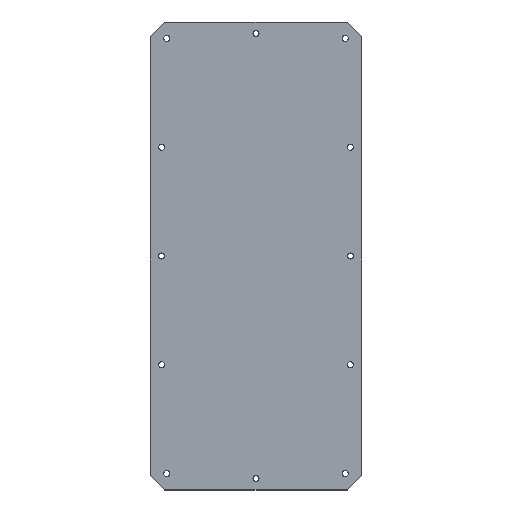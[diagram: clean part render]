
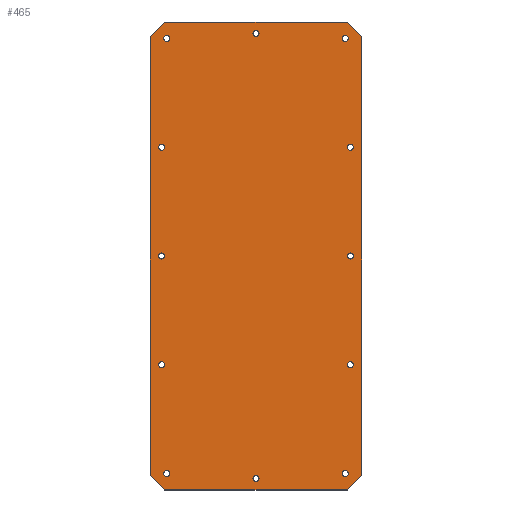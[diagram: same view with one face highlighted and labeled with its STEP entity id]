
A CAD part, top view. The second image highlights one B-rep face of the part: STEP entity #465.
In plain terms, the highlighted planar face has unit normal (0, 0, 1).
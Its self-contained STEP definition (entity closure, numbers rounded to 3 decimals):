
#15=FACE_BOUND('',#92,.T.);
#16=FACE_BOUND('',#93,.T.);
#17=FACE_BOUND('',#94,.T.);
#18=FACE_BOUND('',#95,.T.);
#19=FACE_BOUND('',#96,.T.);
#20=FACE_BOUND('',#97,.T.);
#21=FACE_BOUND('',#98,.T.);
#22=FACE_BOUND('',#99,.T.);
#23=FACE_BOUND('',#100,.T.);
#24=FACE_BOUND('',#101,.T.);
#25=FACE_BOUND('',#102,.T.);
#26=FACE_BOUND('',#103,.T.);
#47=PLANE('',#531);
#69=FACE_OUTER_BOUND('',#91,.T.);
#91=EDGE_LOOP('',(#393,#394,#395,#396,#397,#398,#399,#400));
#92=EDGE_LOOP('',(#401));
#93=EDGE_LOOP('',(#402));
#94=EDGE_LOOP('',(#403));
#95=EDGE_LOOP('',(#404));
#96=EDGE_LOOP('',(#405));
#97=EDGE_LOOP('',(#406));
#98=EDGE_LOOP('',(#407));
#99=EDGE_LOOP('',(#408));
#100=EDGE_LOOP('',(#409));
#101=EDGE_LOOP('',(#410));
#102=EDGE_LOOP('',(#411));
#103=EDGE_LOOP('',(#412));
#131=LINE('',#743,#167);
#134=LINE('',#749,#170);
#137=LINE('',#755,#173);
#140=LINE('',#761,#176);
#143=LINE('',#767,#179);
#146=LINE('',#773,#182);
#149=LINE('',#779,#185);
#152=LINE('',#783,#188);
#167=VECTOR('',#623,10.);
#170=VECTOR('',#628,10.);
#173=VECTOR('',#633,10.);
#176=VECTOR('',#638,10.);
#179=VECTOR('',#643,10.);
#182=VECTOR('',#648,10.);
#185=VECTOR('',#653,10.);
#188=VECTOR('',#658,10.);
#189=CIRCLE('',#488,2.);
#191=CIRCLE('',#491,2.);
#193=CIRCLE('',#494,2.);
#195=CIRCLE('',#497,2.);
#197=CIRCLE('',#500,2.);
#199=CIRCLE('',#503,2.);
#201=CIRCLE('',#506,2.);
#203=CIRCLE('',#509,2.);
#205=CIRCLE('',#512,2.);
#207=CIRCLE('',#515,2.);
#209=CIRCLE('',#518,2.);
#211=CIRCLE('',#521,2.);
#213=VERTEX_POINT('',#665);
#215=VERTEX_POINT('',#671);
#217=VERTEX_POINT('',#677);
#219=VERTEX_POINT('',#683);
#221=VERTEX_POINT('',#689);
#223=VERTEX_POINT('',#695);
#225=VERTEX_POINT('',#701);
#227=VERTEX_POINT('',#707);
#229=VERTEX_POINT('',#713);
#231=VERTEX_POINT('',#719);
#233=VERTEX_POINT('',#725);
#235=VERTEX_POINT('',#731);
#239=VERTEX_POINT('',#740);
#240=VERTEX_POINT('',#742);
#242=VERTEX_POINT('',#748);
#244=VERTEX_POINT('',#754);
#246=VERTEX_POINT('',#760);
#248=VERTEX_POINT('',#766);
#250=VERTEX_POINT('',#772);
#252=VERTEX_POINT('',#778);
#253=EDGE_CURVE('',#213,#213,#189,.T.);
#256=EDGE_CURVE('',#215,#215,#191,.T.);
#259=EDGE_CURVE('',#217,#217,#193,.T.);
#262=EDGE_CURVE('',#219,#219,#195,.T.);
#265=EDGE_CURVE('',#221,#221,#197,.T.);
#268=EDGE_CURVE('',#223,#223,#199,.T.);
#271=EDGE_CURVE('',#225,#225,#201,.T.);
#274=EDGE_CURVE('',#227,#227,#203,.T.);
#277=EDGE_CURVE('',#229,#229,#205,.T.);
#280=EDGE_CURVE('',#231,#231,#207,.T.);
#283=EDGE_CURVE('',#233,#233,#209,.T.);
#286=EDGE_CURVE('',#235,#235,#211,.T.);
#291=EDGE_CURVE('',#240,#239,#131,.T.);
#294=EDGE_CURVE('',#242,#240,#134,.T.);
#297=EDGE_CURVE('',#244,#242,#137,.T.);
#300=EDGE_CURVE('',#246,#244,#140,.T.);
#303=EDGE_CURVE('',#248,#246,#143,.T.);
#306=EDGE_CURVE('',#250,#248,#146,.T.);
#309=EDGE_CURVE('',#252,#250,#149,.T.);
#312=EDGE_CURVE('',#239,#252,#152,.T.);
#393=ORIENTED_EDGE('',*,*,#312,.T.);
#394=ORIENTED_EDGE('',*,*,#309,.T.);
#395=ORIENTED_EDGE('',*,*,#306,.T.);
#396=ORIENTED_EDGE('',*,*,#303,.T.);
#397=ORIENTED_EDGE('',*,*,#300,.T.);
#398=ORIENTED_EDGE('',*,*,#297,.T.);
#399=ORIENTED_EDGE('',*,*,#294,.T.);
#400=ORIENTED_EDGE('',*,*,#291,.T.);
#401=ORIENTED_EDGE('',*,*,#286,.T.);
#402=ORIENTED_EDGE('',*,*,#283,.T.);
#403=ORIENTED_EDGE('',*,*,#280,.T.);
#404=ORIENTED_EDGE('',*,*,#277,.T.);
#405=ORIENTED_EDGE('',*,*,#274,.T.);
#406=ORIENTED_EDGE('',*,*,#271,.T.);
#407=ORIENTED_EDGE('',*,*,#268,.T.);
#408=ORIENTED_EDGE('',*,*,#265,.T.);
#409=ORIENTED_EDGE('',*,*,#262,.T.);
#410=ORIENTED_EDGE('',*,*,#259,.T.);
#411=ORIENTED_EDGE('',*,*,#256,.T.);
#412=ORIENTED_EDGE('',*,*,#253,.T.);
#465=ADVANCED_FACE('',(#69,#15,#16,#17,#18,#19,#20,#21,#22,#23,#24,#25,
#26),#47,.T.);
#488=AXIS2_PLACEMENT_3D('',#666,#537,#538);
#491=AXIS2_PLACEMENT_3D('',#672,#544,#545);
#494=AXIS2_PLACEMENT_3D('',#678,#551,#552);
#497=AXIS2_PLACEMENT_3D('',#684,#558,#559);
#500=AXIS2_PLACEMENT_3D('',#690,#565,#566);
#503=AXIS2_PLACEMENT_3D('',#696,#572,#573);
#506=AXIS2_PLACEMENT_3D('',#702,#579,#580);
#509=AXIS2_PLACEMENT_3D('',#708,#586,#587);
#512=AXIS2_PLACEMENT_3D('',#714,#593,#594);
#515=AXIS2_PLACEMENT_3D('',#720,#600,#601);
#518=AXIS2_PLACEMENT_3D('',#726,#607,#608);
#521=AXIS2_PLACEMENT_3D('',#732,#614,#615);
#531=AXIS2_PLACEMENT_3D('',#784,#659,#660);
#537=DIRECTION('center_axis',(0.,0.,-1.));
#538=DIRECTION('ref_axis',(-1.,0.,0.));
#544=DIRECTION('center_axis',(0.,0.,-1.));
#545=DIRECTION('ref_axis',(-1.,0.,0.));
#551=DIRECTION('center_axis',(0.,0.,-1.));
#552=DIRECTION('ref_axis',(-1.,0.,0.));
#558=DIRECTION('center_axis',(0.,0.,-1.));
#559=DIRECTION('ref_axis',(-1.,0.,0.));
#565=DIRECTION('center_axis',(0.,0.,-1.));
#566=DIRECTION('ref_axis',(-1.,0.,0.));
#572=DIRECTION('center_axis',(0.,0.,-1.));
#573=DIRECTION('ref_axis',(-1.,0.,0.));
#579=DIRECTION('center_axis',(0.,0.,-1.));
#580=DIRECTION('ref_axis',(-1.,0.,0.));
#586=DIRECTION('center_axis',(0.,0.,-1.));
#587=DIRECTION('ref_axis',(-1.,0.,0.));
#593=DIRECTION('center_axis',(0.,0.,-1.));
#594=DIRECTION('ref_axis',(-1.,0.,0.));
#600=DIRECTION('center_axis',(0.,0.,-1.));
#601=DIRECTION('ref_axis',(-1.,0.,0.));
#607=DIRECTION('center_axis',(0.,0.,-1.));
#608=DIRECTION('ref_axis',(-1.,0.,0.));
#614=DIRECTION('center_axis',(0.,0.,-1.));
#615=DIRECTION('ref_axis',(-1.,0.,0.));
#623=DIRECTION('',(0.707,0.707,0.));
#628=DIRECTION('',(1.,0.,0.));
#633=DIRECTION('',(0.707,-0.707,0.));
#638=DIRECTION('',(0.,-1.,0.));
#643=DIRECTION('',(-0.707,-0.707,0.));
#648=DIRECTION('',(-1.,0.,0.));
#653=DIRECTION('',(-0.707,0.707,0.));
#658=DIRECTION('',(0.,1.,0.));
#659=DIRECTION('center_axis',(0.,0.,1.));
#660=DIRECTION('ref_axis',(1.,0.,0.));
#665=CARTESIAN_POINT('',(12.868,10.868,4.));
#666=CARTESIAN_POINT('Origin',(10.868,10.868,4.));
#671=CARTESIAN_POINT('',(131.132,299.132,4.));
#672=CARTESIAN_POINT('Origin',(129.132,299.132,4.));
#677=CARTESIAN_POINT('',(131.132,10.868,4.));
#678=CARTESIAN_POINT('Origin',(129.132,10.868,4.));
#683=CARTESIAN_POINT('',(12.868,299.132,4.));
#684=CARTESIAN_POINT('Origin',(10.868,299.132,4.));
#689=CARTESIAN_POINT('',(72.,7.5,4.));
#690=CARTESIAN_POINT('Origin',(70.,7.5,4.));
#695=CARTESIAN_POINT('',(134.5,227.066,4.));
#696=CARTESIAN_POINT('Origin',(132.5,227.066,4.));
#701=CARTESIAN_POINT('',(9.5,227.066,4.));
#702=CARTESIAN_POINT('Origin',(7.5,227.066,4.));
#707=CARTESIAN_POINT('',(72.,302.5,4.));
#708=CARTESIAN_POINT('Origin',(70.,302.5,4.));
#713=CARTESIAN_POINT('',(9.5,155.,4.));
#714=CARTESIAN_POINT('Origin',(7.5,155.,4.));
#719=CARTESIAN_POINT('',(134.5,155.,4.));
#720=CARTESIAN_POINT('Origin',(132.5,155.,4.));
#725=CARTESIAN_POINT('',(9.5,82.934,4.));
#726=CARTESIAN_POINT('Origin',(7.5,82.934,4.));
#731=CARTESIAN_POINT('',(134.5,82.934,4.));
#732=CARTESIAN_POINT('Origin',(132.5,82.934,4.));
#740=CARTESIAN_POINT('',(140.,9.716,4.));
#742=CARTESIAN_POINT('',(130.284,0.,4.));
#743=CARTESIAN_POINT('',(130.284,0.,4.));
#748=CARTESIAN_POINT('',(9.716,0.,4.));
#749=CARTESIAN_POINT('',(0.,0.,4.));
#754=CARTESIAN_POINT('',(0.,9.716,4.));
#755=CARTESIAN_POINT('',(0.,9.716,4.));
#760=CARTESIAN_POINT('',(0.,300.284,4.));
#761=CARTESIAN_POINT('',(0.,310.,4.));
#766=CARTESIAN_POINT('',(9.716,310.,4.));
#767=CARTESIAN_POINT('',(9.716,310.,4.));
#772=CARTESIAN_POINT('',(130.284,310.,4.));
#773=CARTESIAN_POINT('',(140.,310.,4.));
#778=CARTESIAN_POINT('',(140.,300.284,4.));
#779=CARTESIAN_POINT('',(140.,300.284,4.));
#783=CARTESIAN_POINT('',(140.,0.,4.));
#784=CARTESIAN_POINT('Origin',(70.,155.,4.));
